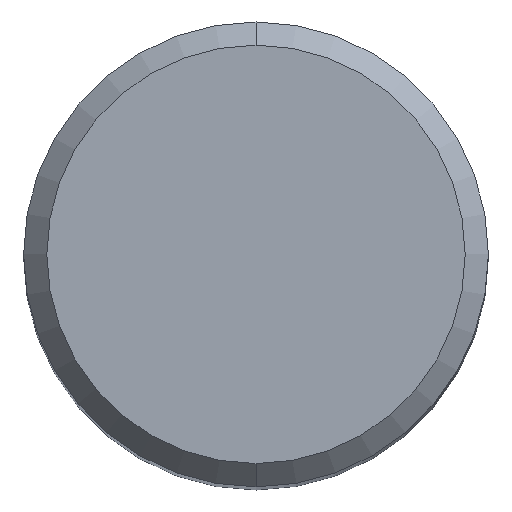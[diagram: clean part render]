
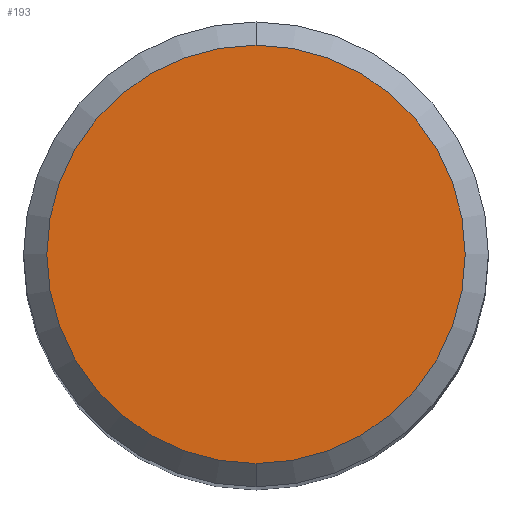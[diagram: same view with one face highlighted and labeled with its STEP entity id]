
A CAD part, top view. The second image highlights one B-rep face of the part: STEP entity #193.
In plain terms, the highlighted planar face has unit normal (0, 0, 1).
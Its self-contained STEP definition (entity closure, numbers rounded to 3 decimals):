
#107=EDGE_CURVE('',#139,#223,#258,.T.);
#139=VERTEX_POINT('',#292);
#193=ADVANCED_FACE('',(#354),#355,.T.);
#201=EDGE_CURVE('',#223,#139,#364,.T.);
#223=VERTEX_POINT('',#391);
#258=CIRCLE('',#420,4.5);
#292=CARTESIAN_POINT('',(0.,-4.5,0.0));
#354=FACE_OUTER_BOUND('',#546,.T.);
#355=PLANE('',#547);
#364=CIRCLE('',#560,4.5);
#391=CARTESIAN_POINT('',(0.0,4.5,0.0));
#420=AXIS2_PLACEMENT_3D('',#603,#604,#605);
#546=EDGE_LOOP('',(#726,#727));
#547=AXIS2_PLACEMENT_3D('',#728,#729,#730);
#560=AXIS2_PLACEMENT_3D('',#742,#743,#744);
#603=CARTESIAN_POINT('',(0.0,0.0,0.0));
#604=DIRECTION('',(0.0,0.0,-1.0));
#605=DIRECTION('',(0.0,1.0,0.0));
#726=ORIENTED_EDGE('',*,*,#201,.F.);
#727=ORIENTED_EDGE('',*,*,#107,.F.);
#728=CARTESIAN_POINT('',(0.0,2.25,0.0));
#729=DIRECTION('',(-0.0,0.0,1.0));
#730=DIRECTION('',(0.0,-1.0,0.0));
#742=CARTESIAN_POINT('',(0.0,0.0,0.0));
#743=DIRECTION('',(0.0,0.0,-1.0));
#744=DIRECTION('',(0.0,1.0,0.0));
